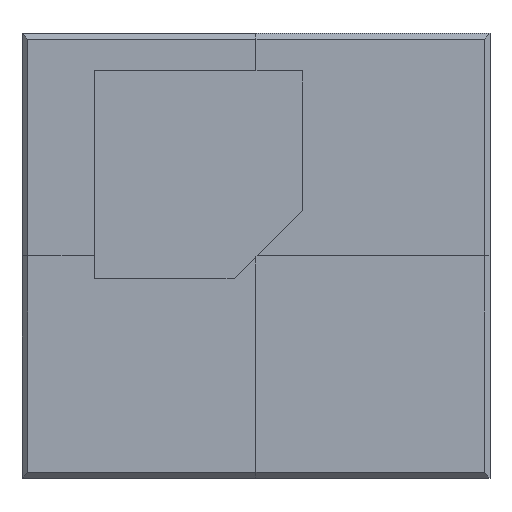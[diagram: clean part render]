
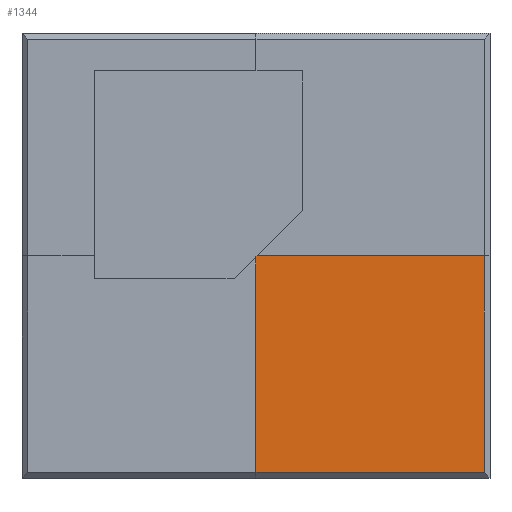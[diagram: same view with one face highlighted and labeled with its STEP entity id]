
A CAD part, top view. The second image highlights one B-rep face of the part: STEP entity #1344.
In plain terms, the highlighted planar face has unit normal (0, 0, 1).
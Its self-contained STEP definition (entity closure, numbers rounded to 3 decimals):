
#1087 = VERTEX_POINT('',#1088);
#1088 = CARTESIAN_POINT('',(3.95,0.,3.5));
#1094 = EDGE_CURVE('',#1087,#1095,#1097,.T.);
#1095 = VERTEX_POINT('',#1096);
#1096 = CARTESIAN_POINT('',(3.95,-3.75,3.5));
#1097 = LINE('',#1098,#1099);
#1098 = CARTESIAN_POINT('',(3.95,0.,3.5));
#1099 = VECTOR('',#1100,1.);
#1100 = DIRECTION('',(0.,-1.,0.));
#1118 = VERTEX_POINT('',#1119);
#1119 = CARTESIAN_POINT('',(0.,-3.75,3.5));
#1127 = EDGE_CURVE('',#1118,#1095,#1128,.T.);
#1128 = LINE('',#1129,#1130);
#1129 = CARTESIAN_POINT('',(0.,-3.75,3.5));
#1130 = VECTOR('',#1131,1.);
#1131 = DIRECTION('',(1.,0.,0.));
#1344 = ADVANCED_FACE('',(#1345),#1371,.F.);
#1345 = FACE_BOUND('',#1346,.F.);
#1346 = EDGE_LOOP('',(#1347,#1355,#1356,#1357,#1365));
#1347 = ORIENTED_EDGE('',*,*,#1348,.T.);
#1348 = EDGE_CURVE('',#1349,#1087,#1351,.T.);
#1349 = VERTEX_POINT('',#1350);
#1350 = CARTESIAN_POINT('',(0.02,0.,3.5));
#1351 = LINE('',#1352,#1353);
#1352 = CARTESIAN_POINT('',(-4.05,0.,3.5));
#1353 = VECTOR('',#1354,1.);
#1354 = DIRECTION('',(1.,0.,0.));
#1355 = ORIENTED_EDGE('',*,*,#1094,.T.);
#1356 = ORIENTED_EDGE('',*,*,#1127,.F.);
#1357 = ORIENTED_EDGE('',*,*,#1358,.T.);
#1358 = EDGE_CURVE('',#1118,#1359,#1361,.T.);
#1359 = VERTEX_POINT('',#1360);
#1360 = CARTESIAN_POINT('',(0.,-0.02,3.5));
#1361 = LINE('',#1362,#1363);
#1362 = CARTESIAN_POINT('',(0.,-3.85,3.5));
#1363 = VECTOR('',#1364,1.);
#1364 = DIRECTION('',(0.,1.,0.));
#1365 = ORIENTED_EDGE('',*,*,#1366,.F.);
#1366 = EDGE_CURVE('',#1349,#1359,#1367,.T.);
#1367 = LINE('',#1368,#1369);
#1368 = CARTESIAN_POINT('',(0.8,0.78,3.5));
#1369 = VECTOR('',#1370,1.);
#1370 = DIRECTION('',(-0.707,-0.707,
    0.));
#1371 = PLANE('',#1372);
#1372 = AXIS2_PLACEMENT_3D('',#1373,#1374,#1375);
#1373 = CARTESIAN_POINT('',(-4.05,0.,3.5));
#1374 = DIRECTION('',(0.,0.,-1.));
#1375 = DIRECTION('',(0.,-1.,0.));
